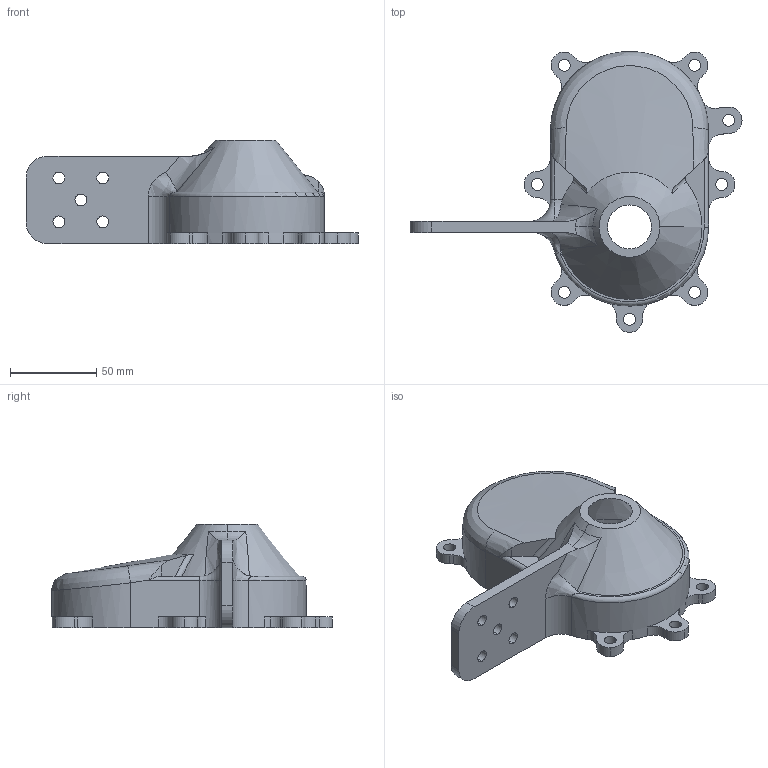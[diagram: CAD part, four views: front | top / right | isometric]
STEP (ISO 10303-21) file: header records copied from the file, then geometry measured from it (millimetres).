
FILE_DESCRIPTION (( 'STEP AP214' ), '1' );
FILE_NAME ('Funnel_300kHz_v3_mirror.STEP', '2019-12-09T17:06:43', ( '' ), ( '' ), 'SwSTEP 2.0', 'SolidWorks 2017', '' );
FILE_SCHEMA (( 'AUTOMOTIVE_DESIGN' ));
Length unit declared in the file: inch
Products named in the file (1): Funnel_300kHz_v3_mirror
Bounding box: 192.09 x 162.51 x 60 mm (x, y, z)
Volume: 178313.5 mm3; surface area: 68021.3 mm2
Topology: 1 solids, 1 shells, 148 faces, 435 edges, 288 vertices
Faces by surface type: cylinder 81, plane 43, bspline 12, cone 8, torus 4
Entity records: 5969 total; most frequent: CARTESIAN_POINT 1917, ORIENTED_EDGE 870, DIRECTION 840, EDGE_CURVE 435, AXIS2_PLACEMENT_3D 330, VERTEX_POINT 288, CIRCLE 193, VECTOR 180
